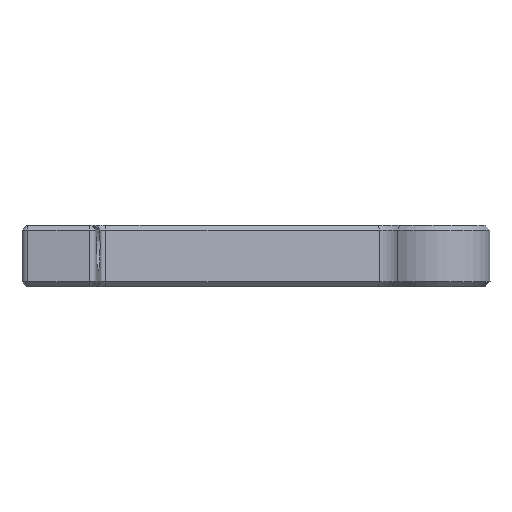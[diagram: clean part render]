
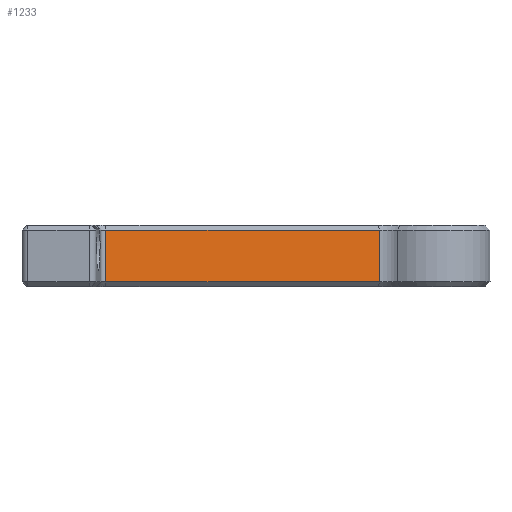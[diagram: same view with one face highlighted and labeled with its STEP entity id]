
A CAD part, left-side view. The second image highlights one B-rep face of the part: STEP entity #1233.
In plain terms, the highlighted planar face has unit normal (-0.985, -0.174, 0).
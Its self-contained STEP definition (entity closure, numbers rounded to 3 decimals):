
#145=FACE_OUTER_BOUND('',#221,.T.);
#221=EDGE_LOOP('',(#937,#938,#939,#940));
#305=LINE('',#1976,#421);
#324=LINE('',#2032,#440);
#325=LINE('',#2036,#441);
#326=LINE('',#2037,#442);
#421=VECTOR('',#1571,10.);
#440=VECTOR('',#1632,10.);
#441=VECTOR('',#1637,10.);
#442=VECTOR('',#1638,10.);
#550=VERTEX_POINT('',#1966);
#552=VERTEX_POINT('',#1972);
#569=VERTEX_POINT('',#2031);
#570=VERTEX_POINT('',#2035);
#681=EDGE_CURVE('',#550,#552,#305,.T.);
#709=EDGE_CURVE('',#552,#569,#324,.T.);
#711=EDGE_CURVE('',#570,#550,#325,.T.);
#712=EDGE_CURVE('',#569,#570,#326,.T.);
#937=ORIENTED_EDGE('',*,*,#681,.F.);
#938=ORIENTED_EDGE('',*,*,#711,.F.);
#939=ORIENTED_EDGE('',*,*,#712,.F.);
#940=ORIENTED_EDGE('',*,*,#709,.F.);
#1178=PLANE('',#1358);
#1233=ADVANCED_FACE('',(#145),#1178,.T.);
#1358=AXIS2_PLACEMENT_3D('',#2034,#1635,#1636);
#1571=DIRECTION('',(-0.174,0.985,0.));
#1632=DIRECTION('',(0.,0.,1.));
#1635=DIRECTION('center_axis',(-0.985,-0.174,0.));
#1636=DIRECTION('ref_axis',(0.174,-0.985,0.));
#1637=DIRECTION('',(0.,0.,-1.));
#1638=DIRECTION('',(0.174,-0.985,0.));
#1966=CARTESIAN_POINT('',(-7.298,8.355,0.8));
#1972=CARTESIAN_POINT('',(-15.111,52.667,0.8));
#1976=CARTESIAN_POINT('',(-13.809,45.279,0.8));
#2031=CARTESIAN_POINT('',(-15.111,52.667,9.2));
#2032=CARTESIAN_POINT('',(-15.111,52.667,0.));
#2034=CARTESIAN_POINT('Origin',(-15.247,53.436,0.));
#2035=CARTESIAN_POINT('',(-7.298,8.355,9.2));
#2036=CARTESIAN_POINT('',(-7.298,8.355,0.));
#2037=CARTESIAN_POINT('',(-13.809,45.279,9.2));
